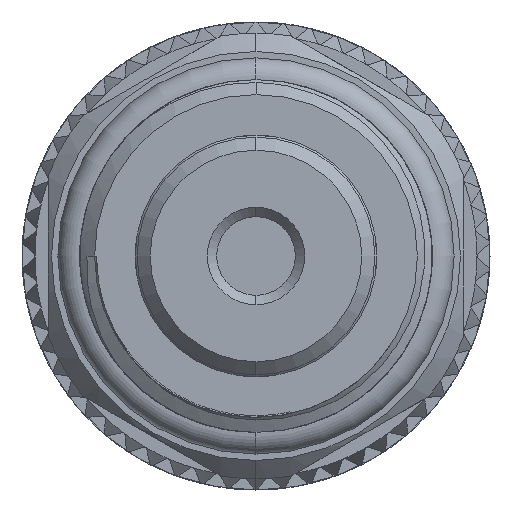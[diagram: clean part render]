
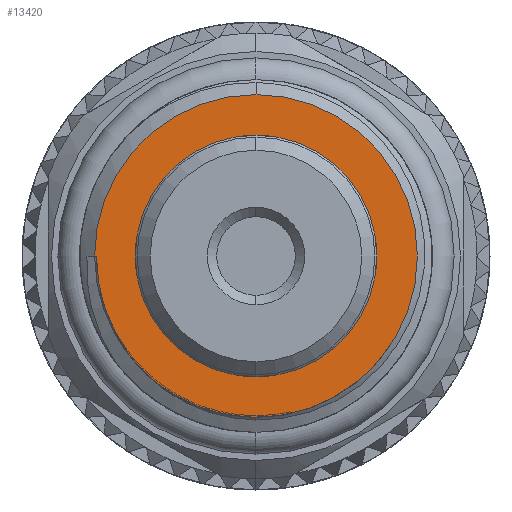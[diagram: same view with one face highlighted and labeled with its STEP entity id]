
A CAD part, left-side view. The second image highlights one B-rep face of the part: STEP entity #13420.
In plain terms, the highlighted planar face has unit normal (-1, 0, 0).
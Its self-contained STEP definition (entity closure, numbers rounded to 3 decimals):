
#591 = DIRECTION ( 'NONE',  ( 1., 0., 0. ) ) ;
#663 = DIRECTION ( 'NONE',  ( -1., 0., 0. ) ) ;
#1246 = CARTESIAN_POINT ( 'NONE',  ( 0., 0., 0. ) ) ;
#2278 = DIRECTION ( 'NONE',  ( 0., 0., 1. ) ) ;
#2375 = DIRECTION ( 'NONE',  ( 0., 0., -1. ) ) ;
#2455 = CARTESIAN_POINT ( 'NONE',  ( 0., 6.691, -5.434 ) ) ;
#2638 = CARTESIAN_POINT ( 'NONE',  ( 0., 6.691, -5.434 ) ) ;
#3412 = CARTESIAN_POINT ( 'NONE',  ( 0., 8.52, 0. ) ) ;
#3476 = VERTEX_POINT ( 'NONE', #4224 ) ;
#4224 = CARTESIAN_POINT ( 'NONE',  ( 0., 8.62, 0. ) ) ;
#5847 = ORIENTED_EDGE ( 'NONE', *, *, #38332, .F. ) ;
#6351 = AXIS2_PLACEMENT_3D ( 'NONE', #9731, #23561, #19871 ) ;
#6592 = CARTESIAN_POINT ( 'NONE',  ( 0., 8.52, -0.488 ) ) ;
#9579 = EDGE_CURVE ( 'NONE', #18017, #27427, #22491, .T. ) ;
#9731 = CARTESIAN_POINT ( 'NONE',  ( 0., 0., 0. ) ) ;
#9954 = CARTESIAN_POINT ( 'NONE',  ( 0., 8.52, 0. ) ) ;
#10685 = EDGE_CURVE ( 'NONE', #11931, #42824, #33891, .T. ) ;
#10936 = ORIENTED_EDGE ( 'NONE', *, *, #27274, .F. ) ;
#10983 = EDGE_CURVE ( 'NONE', #11931, #40814, #29226, .T. ) ;
#11458 = ORIENTED_EDGE ( 'NONE', *, *, #10685, .F. ) ;
#11784 = FACE_BOUND ( 'NONE', #40484, .T. ) ;
#11931 = VERTEX_POINT ( 'NONE', #2638 ) ;
#12173 = DIRECTION ( 'NONE',  ( -1., 0., 0. ) ) ;
#13420 = ADVANCED_FACE ( 'NONE', ( #11784, #27026 ), #17631, .F. ) ;
#13848 = DIRECTION ( 'NONE',  ( 0., 0., -1. ) ) ;
#13878 = AXIS2_PLACEMENT_3D ( 'NONE', #19042, #12173, #2278 ) ;
#14366 = VECTOR ( 'NONE', #25224, 1000. ) ;
#15552 = ORIENTED_EDGE ( 'NONE', *, *, #37522, .T. ) ;
#16852 = CARTESIAN_POINT ( 'NONE',  ( 0., 6.98, -5.041 ) ) ;
#16954 = AXIS2_PLACEMENT_3D ( 'NONE', #22997, #19289, #36409 ) ;
#17142 = DIRECTION ( 'NONE',  ( 0., 0., 1. ) ) ;
#17631 = PLANE ( 'NONE',  #40453 ) ;
#18017 = VERTEX_POINT ( 'NONE', #33012 ) ;
#18158 = ORIENTED_EDGE ( 'NONE', *, *, #10983, .T. ) ;
#19042 = CARTESIAN_POINT ( 'NONE',  ( 0., 0., 0. ) ) ;
#19289 = DIRECTION ( 'NONE',  ( -1., 0., 0. ) ) ;
#19871 = DIRECTION ( 'NONE',  ( 0., 0., 1. ) ) ;
#20144 = LINE ( 'NONE', #1246, #14366 ) ;
#20905 = CARTESIAN_POINT ( 'NONE',  ( 0., 0., -8.62 ) ) ;
#22491 = CIRCLE ( 'NONE', #16954, 6.45 ) ;
#22997 = CARTESIAN_POINT ( 'NONE',  ( 0., 0., 0. ) ) ;
#23342 = CARTESIAN_POINT ( 'NONE',  ( 0., 8.48, -0.97 ) ) ;
#23561 = DIRECTION ( 'NONE',  ( -1., 0., 0. ) ) ;
#25224 = DIRECTION ( 'NONE',  ( 0., 1., 0. ) ) ;
#25750 = EDGE_LOOP ( 'NONE', ( #10936, #11458, #18158, #15552, #37644 ) ) ;
#26142 = EDGE_CURVE ( 'NONE', #41658, #3476, #40250, .T. ) ;
#26387 = AXIS2_PLACEMENT_3D ( 'NONE', #32968, #43000, #2375 ) ;
#26866 = CARTESIAN_POINT ( 'NONE',  ( 0., 7.696, -3.77 ) ) ;
#27007 = CARTESIAN_POINT ( 'NONE',  ( 0., 8.202, -2.4 ) ) ;
#27026 = FACE_OUTER_BOUND ( 'NONE', #25750, .T. ) ;
#27274 = EDGE_CURVE ( 'NONE', #42824, #3476, #20144, .T. ) ;
#27427 = VERTEX_POINT ( 'NONE', #29307 ) ;
#27492 = CIRCLE ( 'NONE', #6351, 8.62 ) ;
#29226 = CIRCLE ( 'NONE', #13878, 8.62 ) ;
#29307 = CARTESIAN_POINT ( 'NONE',  ( 0., 0., -6.45 ) ) ;
#29838 = ORIENTED_EDGE ( 'NONE', *, *, #9579, .F. ) ;
#32968 = CARTESIAN_POINT ( 'NONE',  ( 0., 0., 0. ) ) ;
#33012 = CARTESIAN_POINT ( 'NONE',  ( 0., 0., 6.45 ) ) ;
#33131 = AXIS2_PLACEMENT_3D ( 'NONE', #34202, #663, #17142 ) ;
#33486 = CARTESIAN_POINT ( 'NONE',  ( 0., 7.89, -3.321 ) ) ;
#33891 = B_SPLINE_CURVE_WITH_KNOTS ( 'NONE', 3,
 ( #2455, #16852, #40164, #26866, #33486, #27007, #37055, #23342, #6592, #9954 ),
 .UNSPECIFIED., .F., .F.,
 ( 4, 2, 2, 2, 4 ),
 ( 0., 0.001, 0.003, 0.004, 0.006 ),
 .UNSPECIFIED. ) ;
#34202 = CARTESIAN_POINT ( 'NONE',  ( 0., 0., 0. ) ) ;
#36409 = DIRECTION ( 'NONE',  ( 0., 0., -1. ) ) ;
#37055 = CARTESIAN_POINT ( 'NONE',  ( 0., 8.322, -1.925 ) ) ;
#37522 = EDGE_CURVE ( 'NONE', #40814, #41658, #27492, .T. ) ;
#37537 = CARTESIAN_POINT ( 'NONE',  ( 0., 0., 0. ) ) ;
#37644 = ORIENTED_EDGE ( 'NONE', *, *, #26142, .T. ) ;
#38332 = EDGE_CURVE ( 'NONE', #27427, #18017, #42739, .T. ) ;
#40164 = CARTESIAN_POINT ( 'NONE',  ( 0., 7.241, -4.629 ) ) ;
#40250 = CIRCLE ( 'NONE', #33131, 8.62 ) ;
#40453 = AXIS2_PLACEMENT_3D ( 'NONE', #37537, #591, #13848 ) ;
#40484 = EDGE_LOOP ( 'NONE', ( #5847, #29838 ) ) ;
#40814 = VERTEX_POINT ( 'NONE', #20905 ) ;
#41632 = CARTESIAN_POINT ( 'NONE',  ( 0., 0., 8.62 ) ) ;
#41658 = VERTEX_POINT ( 'NONE', #41632 ) ;
#42739 = CIRCLE ( 'NONE', #26387, 6.45 ) ;
#42824 = VERTEX_POINT ( 'NONE', #3412 ) ;
#43000 = DIRECTION ( 'NONE',  ( -1., 0., 0. ) ) ;
